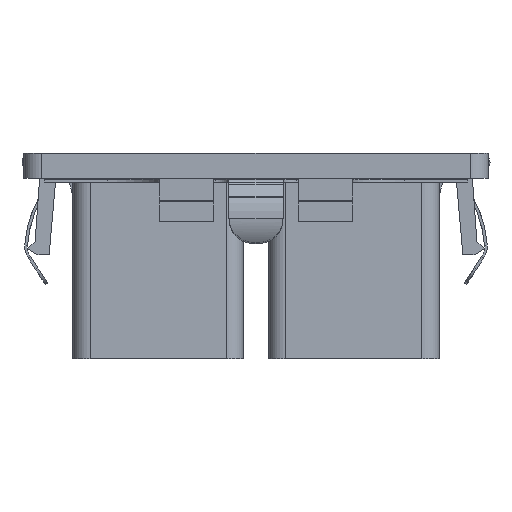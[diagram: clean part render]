
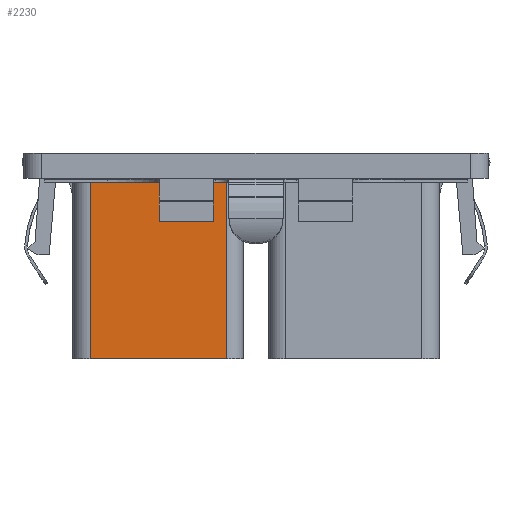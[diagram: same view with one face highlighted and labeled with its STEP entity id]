
A CAD part, front view. The second image highlights one B-rep face of the part: STEP entity #2230.
In plain terms, the highlighted planar face has unit normal (0, -1, 0).
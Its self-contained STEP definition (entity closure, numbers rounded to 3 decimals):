
#2212=AXIS2_PLACEMENT_3D('Plane Axis2P3D',#2209,#2210,#2211) ;
#1641=CARTESIAN_POINT('Line Origine',(7.55,59.75,10.)) ;
#1645=CARTESIAN_POINT('Vertex',(7.55,59.75,20.)) ;
#1647=CARTESIAN_POINT('Vertex',(7.55,59.75,0.)) ;
#2187=CARTESIAN_POINT('Vertex',(22.65,59.75,20.)) ;
#2190=CARTESIAN_POINT('Line Origine',(22.65,59.75,10.)) ;
#2194=CARTESIAN_POINT('Vertex',(22.65,59.75,0.)) ;
#2209=CARTESIAN_POINT('Axis2P3D Location',(22.65,59.75,20.)) ;
#2214=CARTESIAN_POINT('Line Origine',(15.1,59.75,20.)) ;
#2219=CARTESIAN_POINT('Line Origine',(15.1,59.75,0.)) ;
#1642=DIRECTION('Vector Direction',(0.,0.,-1.)) ;
#2191=DIRECTION('Vector Direction',(0.,0.,-1.)) ;
#2210=DIRECTION('Axis2P3D Direction',(-0.,-1.,-0.)) ;
#2211=DIRECTION('Axis2P3D XDirection',(-1.,0.,0.)) ;
#2215=DIRECTION('Vector Direction',(-1.,0.,0.)) ;
#2220=DIRECTION('Vector Direction',(-1.,0.,0.)) ;
#1643=VECTOR('Line Direction',#1642,1.) ;
#2192=VECTOR('Line Direction',#2191,1.) ;
#2216=VECTOR('Line Direction',#2215,1.) ;
#2221=VECTOR('Line Direction',#2220,1.) ;
#2225=ORIENTED_EDGE('',*,*,#2196,.F.) ;
#2226=ORIENTED_EDGE('',*,*,#2218,.T.) ;
#2227=ORIENTED_EDGE('',*,*,#1649,.T.) ;
#2228=ORIENTED_EDGE('',*,*,#2223,.F.) ;
#2230=ADVANCED_FACE('57227_IE-FC-SP-2ST_2D9.1\\57218 AFPL PWB 2ST FC.1\\ZUSAMMENBAU',(#2229),#2213,.T.) ;
#1649=EDGE_CURVE('',#1646,#1648,#1644,.T.) ;
#2196=EDGE_CURVE('',#2188,#2195,#2193,.T.) ;
#2218=EDGE_CURVE('',#2188,#1646,#2217,.T.) ;
#2223=EDGE_CURVE('',#2195,#1648,#2222,.T.) ;
#2224=EDGE_LOOP('',(#2225,#2226,#2227,#2228)) ;
#2229=FACE_OUTER_BOUND('',#2224,.T.) ;
#1644=LINE('Line',#1641,#1643) ;
#2193=LINE('Line',#2190,#2192) ;
#2217=LINE('Line',#2214,#2216) ;
#2222=LINE('Line',#2219,#2221) ;
#2213=PLANE('',#2212) ;
#1646=VERTEX_POINT('',#1645) ;
#1648=VERTEX_POINT('',#1647) ;
#2188=VERTEX_POINT('',#2187) ;
#2195=VERTEX_POINT('',#2194) ;
